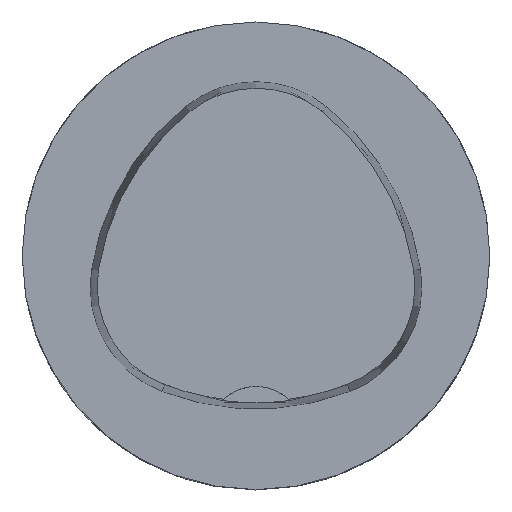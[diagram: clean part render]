
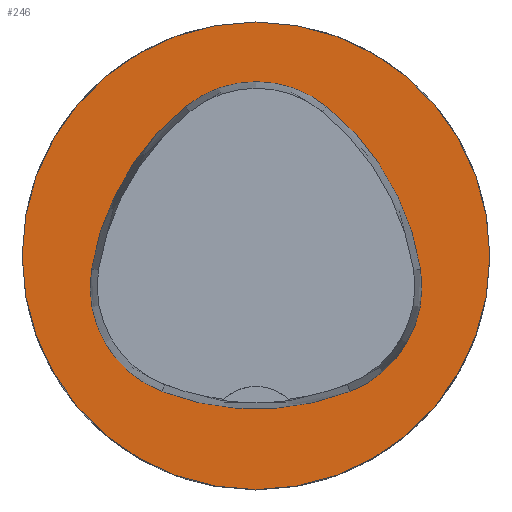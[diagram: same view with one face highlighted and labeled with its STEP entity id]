
A CAD part, top view. The second image highlights one B-rep face of the part: STEP entity #246.
In plain terms, the highlighted planar face has unit normal (0, 0, 1).
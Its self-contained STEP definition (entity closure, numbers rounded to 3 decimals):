
#246=ADVANCED_FACE('',(#515,#516),#304,.T.);
#304=PLANE('',#1484);
#515=FACE_BOUND('',#563,.T.);
#516=FACE_BOUND('',#564,.T.);
#563=EDGE_LOOP('',(#799,#800,#801,#802,#803,#804));
#564=EDGE_LOOP('',(#805));
#799=ORIENTED_EDGE('',*,*,#1211,.T.);
#800=ORIENTED_EDGE('',*,*,#1191,.T.);
#801=ORIENTED_EDGE('',*,*,#1195,.T.);
#802=ORIENTED_EDGE('',*,*,#1198,.T.);
#803=ORIENTED_EDGE('',*,*,#1201,.T.);
#804=ORIENTED_EDGE('',*,*,#1209,.T.);
#805=ORIENTED_EDGE('',*,*,#1182,.F.);
#1044=VERTEX_POINT('',#2322);
#1053=VERTEX_POINT('',#2341);
#1054=VERTEX_POINT('',#2342);
#1057=VERTEX_POINT('',#2350);
#1059=VERTEX_POINT('',#2356);
#1061=VERTEX_POINT('',#2362);
#1068=VERTEX_POINT('',#2383);
#1182=EDGE_CURVE('',#1044,#1044,#1284,.T.);
#1191=EDGE_CURVE('',#1053,#1054,#1285,.T.);
#1195=EDGE_CURVE('',#1054,#1057,#1287,.T.);
#1198=EDGE_CURVE('',#1057,#1059,#1289,.T.);
#1201=EDGE_CURVE('',#1059,#1061,#1291,.T.);
#1209=EDGE_CURVE('',#1061,#1068,#1295,.T.);
#1211=EDGE_CURVE('',#1068,#1053,#1297,.T.);
#1284=CIRCLE('',#1456,25.);
#1285=CIRCLE('',#1462,28.);
#1287=CIRCLE('',#1465,12.);
#1289=CIRCLE('',#1468,28.);
#1291=CIRCLE('',#1471,12.);
#1295=CIRCLE('',#1476,28.);
#1297=CIRCLE('',#1479,12.);
#1456=AXIS2_PLACEMENT_3D('',#2321,#1732,#1733);
#1462=AXIS2_PLACEMENT_3D('',#2340,#1748,#1749);
#1465=AXIS2_PLACEMENT_3D('',#2349,#1756,#1757);
#1468=AXIS2_PLACEMENT_3D('',#2355,#1763,#1764);
#1471=AXIS2_PLACEMENT_3D('',#2361,#1770,#1771);
#1476=AXIS2_PLACEMENT_3D('',#2384,#1782,#1783);
#1479=AXIS2_PLACEMENT_3D('',#2387,#1788,#1789);
#1484=AXIS2_PLACEMENT_3D('',#2392,#1798,#1799);
#1732=DIRECTION('',(0.,0.,-1.));
#1733=DIRECTION('',(-1.,0.,0.));
#1748=DIRECTION('',(0.,0.,-1.));
#1749=DIRECTION('',(-1.,0.,0.));
#1756=DIRECTION('',(0.,0.,-1.));
#1757=DIRECTION('',(-1.,0.,0.));
#1763=DIRECTION('',(0.,0.,-1.));
#1764=DIRECTION('',(-1.,0.,0.));
#1770=DIRECTION('',(0.,0.,-1.));
#1771=DIRECTION('',(-1.,0.,0.));
#1782=DIRECTION('',(0.,0.,-1.));
#1783=DIRECTION('',(-1.,0.,0.));
#1788=DIRECTION('',(0.,0.,-1.));
#1789=DIRECTION('',(-1.,0.,0.));
#1798=DIRECTION('',(0.,0.,1.));
#1799=DIRECTION('',(1.,0.,0.));
#2321=CARTESIAN_POINT('',(0.,0.,
0.));
#2322=CARTESIAN_POINT('',(-25.,0.,0.));
#2340=CARTESIAN_POINT('',(10.068,-5.824,0.));
#2341=CARTESIAN_POINT('',(-17.584,-1.424,0.));
#2342=CARTESIAN_POINT('',(-7.531,15.953,0.));
#2349=CARTESIAN_POINT('',(0.011,6.62,0.));
#2350=CARTESIAN_POINT('',(7.567,15.942,0.));
#2355=CARTESIAN_POINT('',(-10.063,-5.81,0.));
#2356=CARTESIAN_POINT('',(17.59,-1.418,0.));
#2361=CARTESIAN_POINT('',(5.739,-3.3,0.));
#2362=CARTESIAN_POINT('',(10.05,-14.499,0.));
#2383=CARTESIAN_POINT('',(-10.025,-14.516,0.));
#2384=CARTESIAN_POINT('',(-0.01,11.631,0.));
#2387=CARTESIAN_POINT('',(-5.733,-3.31,0.));
#2392=CARTESIAN_POINT('',(0.,0.,
0.));
